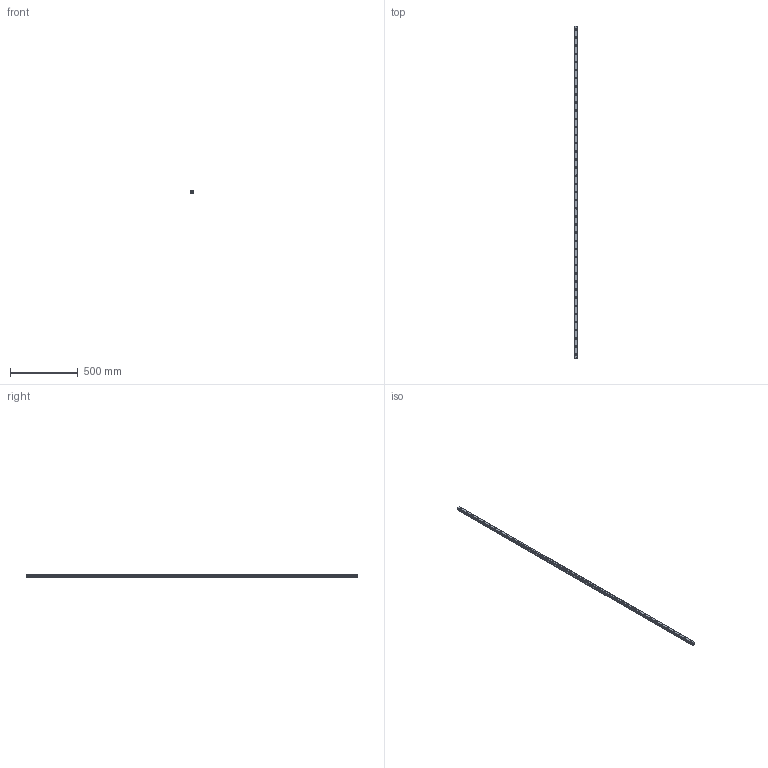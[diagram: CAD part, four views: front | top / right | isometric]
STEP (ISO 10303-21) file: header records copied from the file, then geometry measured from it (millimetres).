
FILE_DESCRIPTION(('STEP AP214'),'1');
FILE_NAME('cctmp_B7B5DF99-B4A9-46A4-972A-443C4000A7E7_2020_6_9_13_16_2_902..stp','2020-06-09T11:16:03',('HIWIN GmbH'),('CADClick - www.CADClick.com'),'Spatial InterOp 3D',' ','unknown authorization');
FILE_SCHEMA(('AUTOMOTIVE_DESIGN'));
Length unit declared in the file: millimetre
Products named in the file (1): HGR25R2450H_FILE
Bounding box: 23 x 2450 x 22 mm (x, y, z)
Volume: 1018343.4 mm3; surface area: 251937.9 mm2
Topology: 1 solids, 1 shells, 603 faces, 1545 edges, 1030 vertices
Faces by surface type: plane 335, cylinder 268
Entity records: 23591 total; most frequent: DIRECTION 3617, CARTESIAN_POINT 3179, ORIENTED_EDGE 3090, EDGE_CURVE 1545, AXIS2_PLACEMENT_3D 1468, VERTEX_POINT 1030, CIRCLE 700, EDGE_LOOP 689
